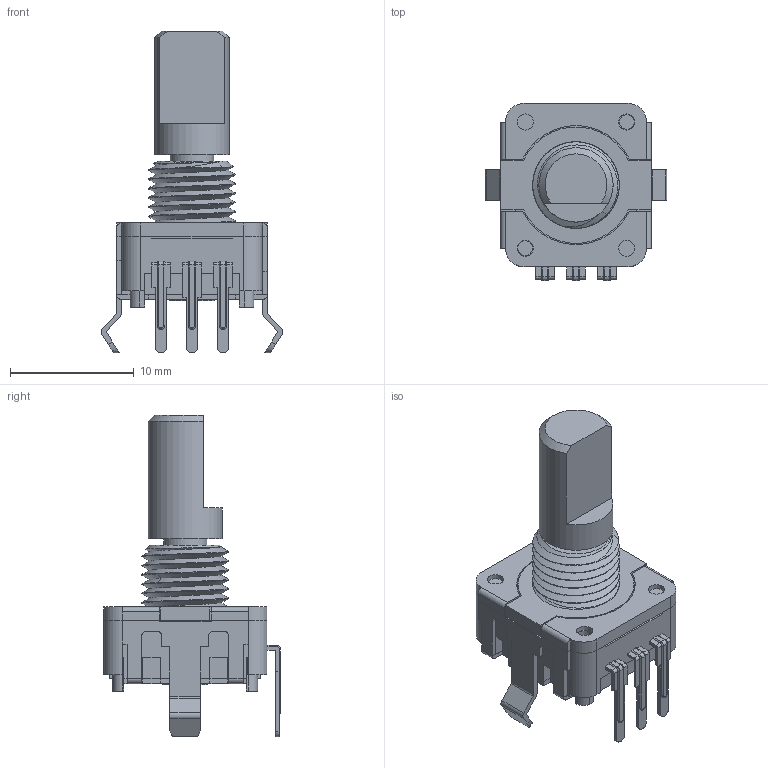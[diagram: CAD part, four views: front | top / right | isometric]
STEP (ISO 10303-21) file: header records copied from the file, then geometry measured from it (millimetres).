
FILE_DESCRIPTION(/* description */ (''),/* implementation_level */ '2;1');
FILE_NAME(/* name */ '1.stp',/* time_stamp */ '2020-02-13T09:55:12+02:00',/* author */ ('Karem'),/* organization */ (''),/* preprocessor_version */ 'ST-DEVELOPER v15.6',/* originating_system */ 'Autodesk Inventor 2015',/* authorisation */ '');
FILE_SCHEMA (('AUTOMOTIVE_DESIGN { 1 0 10303 214 3 1 1 }'));
Length unit declared in the file: millimetre
Products named in the file (11): 1; 2; 3; 4; 5; 6; pec11r-4x15f-sxxxx; 7; 8
Bounding box: 14.67 x 14.3 x 26 mm (x, y, z)
Volume: 1246.8 mm3; surface area: 2319.4 mm2
Topology: 17 solids, 18 shells, 484 faces, 1283 edges, 843 vertices
Faces by surface type: plane 357, cylinder 102, bspline 10, torus 9, cone 6
Full cylindrical faces by diameter (mm): 1.2 x2, 1.3 x4, 1.5 x1, 3.5 x2, 3.6 x2, 4.5 x2, 6 x2
Entity records: 17331 total; most frequent: CARTESIAN_POINT 5030, ORIENTED_EDGE 2516, DIRECTION 2441, EDGE_CURVE 1256, LINE 991, VECTOR 991, VERTEX_POINT 836, AXIS2_PLACEMENT_3D 725
